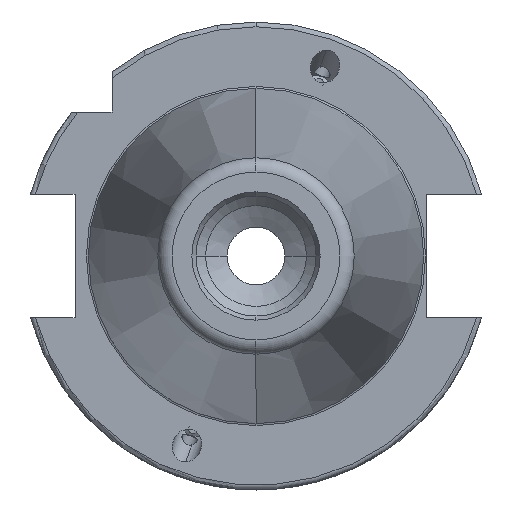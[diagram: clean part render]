
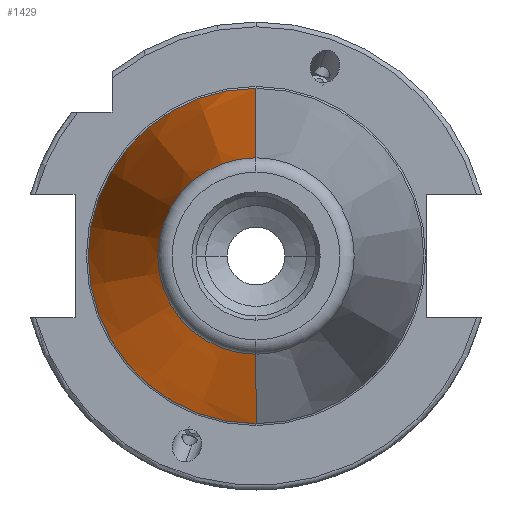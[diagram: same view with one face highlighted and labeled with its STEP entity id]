
A CAD part, left-side view. The second image highlights one B-rep face of the part: STEP entity #1429.
In plain terms, the highlighted conical face has half-angle 8.297 degrees and reference radius 34.925 mm.
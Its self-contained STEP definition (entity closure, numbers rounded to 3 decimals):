
#1423 = VERTEX_POINT ( 'NONE', #3559 ) ;
#1425 = EDGE_CURVE ( 'NONE', #1426, #1423, #3558, .T. ) ;
#1426 = VERTEX_POINT ( 'NONE', #3553 ) ;
#1429 = ADVANCED_FACE ( 'NONE', ( #3548 ), #3547, .T. ) ;
#1430 = EDGE_LOOP ( 'NONE', ( #1431, #1435, #1490, #1491 ) ) ;
#1431 = ORIENTED_EDGE ( 'NONE', *, *, #1432, .F. ) ;
#1432 = EDGE_CURVE ( 'NONE', #1433, #1434, #3606, .T. ) ;
#1433 = VERTEX_POINT ( 'NONE', #3598 ) ;
#1434 = VERTEX_POINT ( 'NONE', #3597 ) ;
#1435 = ORIENTED_EDGE ( 'NONE', *, *, #1436, .T. ) ;
#1436 = EDGE_CURVE ( 'NONE', #1433, #1426, #3596, .T. ) ;
#1490 = ORIENTED_EDGE ( 'NONE', *, *, #1425, .T. ) ;
#1491 = ORIENTED_EDGE ( 'NONE', *, *, #1492, .F. ) ;
#1492 = EDGE_CURVE ( 'NONE', #1434, #1423, #3720, .T. ) ;
#3546 = AXIS2_PLACEMENT_3D ( 'NONE', #3605, #3604, #3603 ) ;
#3547 = CONICAL_SURFACE ( 'NONE', #3546, 34.925, 0.145 ) ;
#3548 = FACE_OUTER_BOUND ( 'NONE', #1430, .T. ) ;
#3553 = CARTESIAN_POINT ( 'NONE',  ( 0., 0., 34.925 ) ) ;
#3554 = DIRECTION ( 'NONE',  ( 0., 0., 1. ) ) ;
#3555 = DIRECTION ( 'NONE',  ( -1., 0., 0. ) ) ;
#3556 = CARTESIAN_POINT ( 'NONE',  ( 0., 0., 0. ) ) ;
#3557 = AXIS2_PLACEMENT_3D ( 'NONE', #3556, #3555, #3554 ) ;
#3558 = CIRCLE ( 'NONE', #3557, 34.925 ) ;
#3559 = CARTESIAN_POINT ( 'NONE',  ( 0., 0., -34.925 ) ) ;
#3593 = DIRECTION ( 'NONE',  ( 0.99, 0., 0.144 ) ) ;
#3594 = VECTOR ( 'NONE', #3593, 1000. ) ;
#3595 = CARTESIAN_POINT ( 'NONE',  ( 0., 0., 34.925 ) ) ;
#3596 = LINE ( 'NONE', #3595, #3594 ) ;
#3597 = CARTESIAN_POINT ( 'NONE',  ( -99.183, 0., -20.461 ) ) ;
#3598 = CARTESIAN_POINT ( 'NONE',  ( -99.183, 0., 20.461 ) ) ;
#3599 = DIRECTION ( 'NONE',  ( 0., 0., 1. ) ) ;
#3600 = DIRECTION ( 'NONE',  ( -1., 0., 0. ) ) ;
#3601 = CARTESIAN_POINT ( 'NONE',  ( -99.183, 0., 0. ) ) ;
#3602 = AXIS2_PLACEMENT_3D ( 'NONE', #3601, #3600, #3599 ) ;
#3603 = DIRECTION ( 'NONE',  ( 0., 0., -1. ) ) ;
#3604 = DIRECTION ( 'NONE',  ( 1., 0., 0. ) ) ;
#3605 = CARTESIAN_POINT ( 'NONE',  ( 0., 0., 0. ) ) ;
#3606 = CIRCLE ( 'NONE', #3602, 20.461 ) ;
#3717 = DIRECTION ( 'NONE',  ( 0.99, 0., -0.144 ) ) ;
#3718 = VECTOR ( 'NONE', #3717, 1000. ) ;
#3719 = CARTESIAN_POINT ( 'NONE',  ( 0., 0., -34.925 ) ) ;
#3720 = LINE ( 'NONE', #3719, #3718 ) ;
